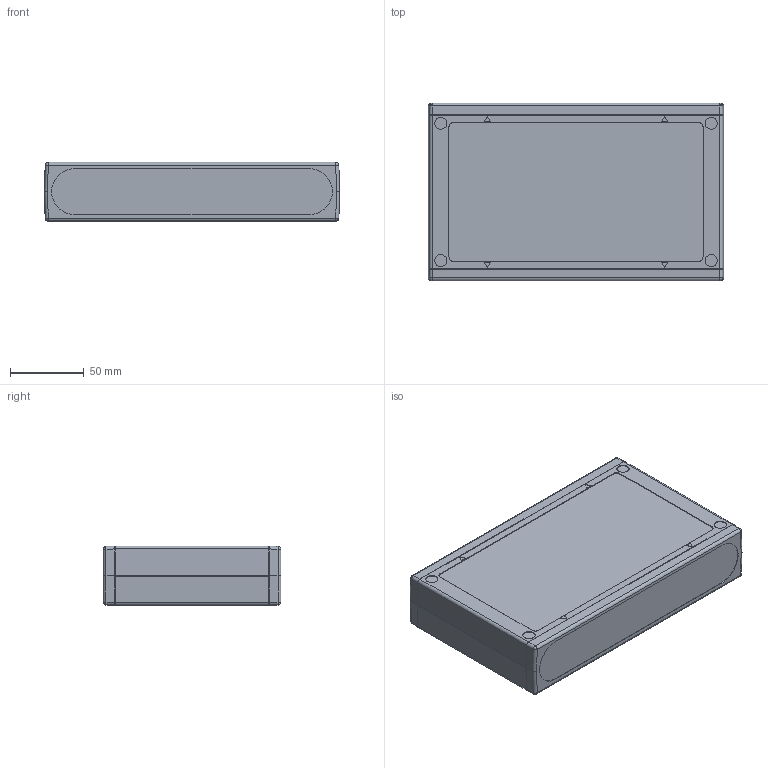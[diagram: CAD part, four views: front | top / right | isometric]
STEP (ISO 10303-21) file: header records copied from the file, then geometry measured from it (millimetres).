
FILE_DESCRIPTION (( 'STEP AP214' ), '1' );
FILE_NAME ('G1818.STEP', '2015-08-17T00:35:13', ( 'AsusUser' ), ( '' ), 'SwSTEP 2.0', 'SolidWorks 2014', '' );
FILE_SCHEMA (( 'AUTOMOTIVE_DESIGN' ));
Length unit declared in the file: millimetre
Products named in the file (1): G1818
Bounding box: 200 x 120.35 x 40.55 mm (x, y, z)
Volume: 208181.4 mm3; surface area: 161514.9 mm2
Topology: 4 solids, 4 shells, 6308 faces, 15444 edges, 9376 vertices
Faces by surface type: cylinder 2908, plane 2008, bspline 1364, cone 28
Entity records: 199403 total; most frequent: CARTESIAN_POINT 56580, ORIENTED_EDGE 30872, DIRECTION 29416, EDGE_CURVE 15436, AXIS2_PLACEMENT_3D 10588, VERTEX_POINT 9376, LINE 8240, VECTOR 8240
